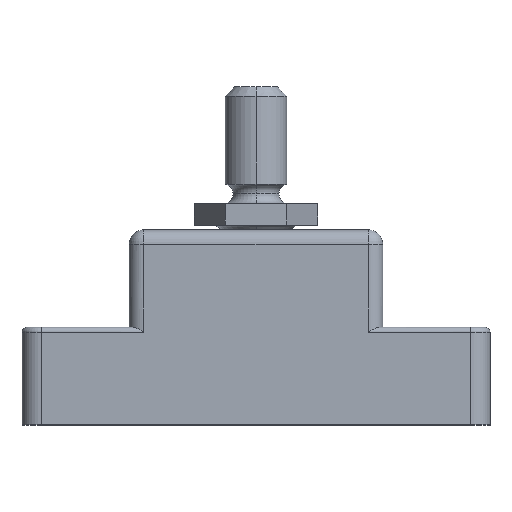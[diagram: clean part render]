
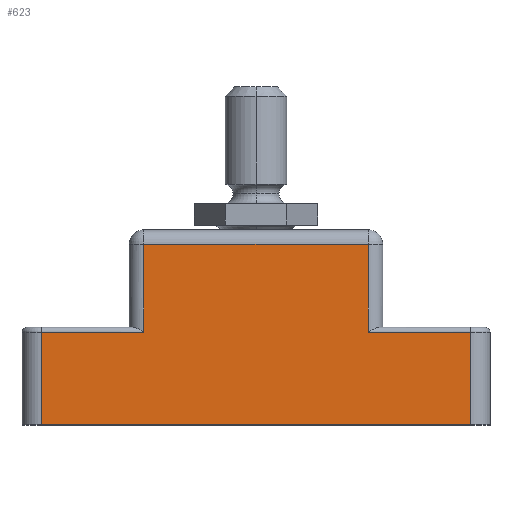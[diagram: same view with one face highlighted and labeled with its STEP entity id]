
A CAD part, top view. The second image highlights one B-rep face of the part: STEP entity #623.
In plain terms, the highlighted planar face has unit normal (0, 0, 1).
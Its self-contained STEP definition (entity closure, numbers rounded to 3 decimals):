
#623=ADVANCED_FACE('NONE',(#1659),#1660,.F.);
#1659=FACE_OUTER_BOUND('',#3160,.T.);
#1660=PLANE('',#3161);
#3160=EDGE_LOOP('',(#8070,#8071,#8072,#8073,#8074,#8075,#8076,#8077));
#3161=AXIS2_PLACEMENT_3D('',#8078,#8079,#8080);
#8070=ORIENTED_EDGE('',*,*,#12025,.T.);
#8071=ORIENTED_EDGE('',*,*,#12026,.T.);
#8072=ORIENTED_EDGE('',*,*,#12027,.T.);
#8073=ORIENTED_EDGE('',*,*,#11867,.T.);
#8074=ORIENTED_EDGE('',*,*,#12028,.T.);
#8075=ORIENTED_EDGE('',*,*,#12029,.T.);
#8076=ORIENTED_EDGE('',*,*,#12030,.T.);
#8077=ORIENTED_EDGE('',*,*,#12031,.T.);
#8078=CARTESIAN_POINT('',(-24.0,10.0,14.0));
#8079=DIRECTION('',(0.,0.,-1.0));
#8080=DIRECTION('',(0.0,-1.0,0.));
#11867=EDGE_CURVE('NONE',#13518,#13519,#13520,.T.);
#12025=EDGE_CURVE('NONE',#13783,#13784,#13785,.T.);
#12026=EDGE_CURVE('NONE',#13784,#13786,#13787,.T.);
#12027=EDGE_CURVE('NONE',#13786,#13518,#13788,.T.);
#12028=EDGE_CURVE('NONE',#13519,#13789,#13790,.T.);
#12029=EDGE_CURVE('NONE',#13789,#13791,#13792,.T.);
#12030=EDGE_CURVE('NONE',#13791,#13793,#13794,.T.);
#12031=EDGE_CURVE('NONE',#13793,#13783,#13795,.T.);
#13518=VERTEX_POINT('NONE',#15823);
#13519=VERTEX_POINT('NONE',#15824);
#13520=LINE('',#15825,#15826);
#13783=VERTEX_POINT('NONE',#16197);
#13784=VERTEX_POINT('NONE',#16198);
#13785=LINE('',#16199,#16200);
#13786=VERTEX_POINT('NONE',#16201);
#13787=LINE('',#16202,#16203);
#13788=LINE('',#16204,#16205);
#13789=VERTEX_POINT('NONE',#16206);
#13790=LINE('',#16207,#16208);
#13791=VERTEX_POINT('NONE',#16209);
#13792=LINE('',#16210,#16211);
#13793=VERTEX_POINT('NONE',#16212);
#13794=LINE('',#16213,#16214);
#13795=LINE('',#16215,#16216);
#15823=CARTESIAN_POINT('',(-22.0,0.0,14.0));
#15824=CARTESIAN_POINT('',(22.0,0.,14.0));
#15825=CARTESIAN_POINT('',(24.0,0.,14.0));
#15826=VECTOR('',#19674,1000.0);
#16197=CARTESIAN_POINT('',(-11.5,18.5,14.0));
#16198=CARTESIAN_POINT('',(-11.5,9.5,14.0));
#16199=CARTESIAN_POINT('',(-11.5,10.0,14.0));
#16200=VECTOR('',#19870,1000.0);
#16201=CARTESIAN_POINT('',(-22.0,9.5,14.0));
#16202=CARTESIAN_POINT('',(-24.0,9.5,14.0));
#16203=VECTOR('',#19871,1000.0);
#16204=CARTESIAN_POINT('',(-22.0,10.0,14.0));
#16205=VECTOR('',#19872,1000.0);
#16206=CARTESIAN_POINT('',(22.0,9.5,14.0));
#16207=CARTESIAN_POINT('',(22.0,10.0,14.0));
#16208=VECTOR('',#19873,1000.0);
#16209=CARTESIAN_POINT('',(11.5,9.5,14.0));
#16210=CARTESIAN_POINT('',(-24.0,9.5,14.0));
#16211=VECTOR('',#19874,1000.0);
#16212=CARTESIAN_POINT('',(11.5,18.5,14.0));
#16213=CARTESIAN_POINT('',(11.5,10.0,14.0));
#16214=VECTOR('',#19875,1000.0);
#16215=CARTESIAN_POINT('',(-24.0,18.5,14.0));
#16216=VECTOR('',#19876,1000.0);
#19674=DIRECTION('',(1.0,0.,0.));
#19870=DIRECTION('',(0.,-1.0,0.));
#19871=DIRECTION('',(-1.0,0.,0.));
#19872=DIRECTION('',(0.,-1.0,0.));
#19873=DIRECTION('',(0.,1.0,0.));
#19874=DIRECTION('',(-1.0,0.,0.));
#19875=DIRECTION('',(0.,1.0,0.));
#19876=DIRECTION('',(-1.0,0.,0.));
